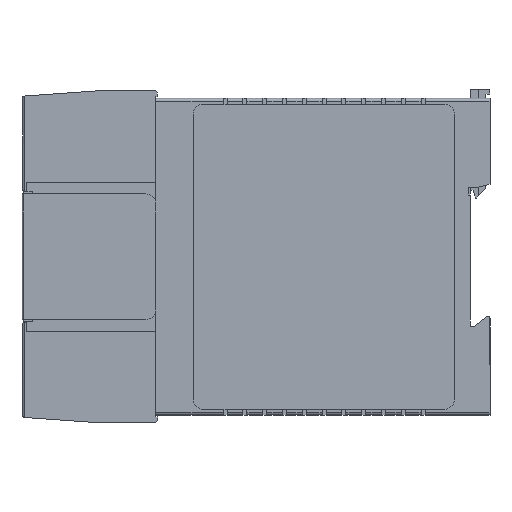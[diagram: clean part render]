
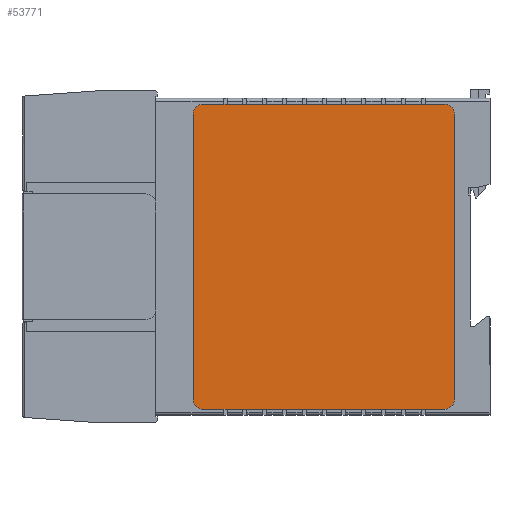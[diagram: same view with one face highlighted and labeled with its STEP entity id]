
A CAD part, left-side view. The second image highlights one B-rep face of the part: STEP entity #53771.
In plain terms, the highlighted face is planar.
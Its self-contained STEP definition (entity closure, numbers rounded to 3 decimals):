
#53612=CARTESIAN_POINT('',(36.,30.5,0.));
#53613=DIRECTION('',(0.,0.,-1.));
#53614=DIRECTION('',(0.,1.,0.));
#53615=AXIS2_PLACEMENT_3D('',#53612,#53613,#53614);
#53617=DIRECTION('',(-1.,0.,0.));
#53618=VECTOR('',#53617,72.);
#53619=CARTESIAN_POINT('',(36.,33.,0.));
#53620=LINE('',#53619,#53618);
#53621=CARTESIAN_POINT('',(-36.,30.5,0.));
#53622=DIRECTION('',(0.,0.,-1.));
#53623=DIRECTION('',(-1.,0.,0.));
#53624=AXIS2_PLACEMENT_3D('',#53621,#53622,#53623);
#53626=DIRECTION('',(0.,-1.,0.));
#53627=VECTOR('',#53626,61.);
#53628=CARTESIAN_POINT('',(-38.5,30.5,0.));
#53629=LINE('',#53628,#53627);
#53630=CARTESIAN_POINT('',(-36.,-30.5,0.));
#53631=DIRECTION('',(0.,0.,-1.));
#53632=DIRECTION('',(0.,-1.,0.));
#53633=AXIS2_PLACEMENT_3D('',#53630,#53631,#53632);
#53635=DIRECTION('',(1.,0.,0.));
#53636=VECTOR('',#53635,72.);
#53637=CARTESIAN_POINT('',(-36.,-33.,0.));
#53638=LINE('',#53637,#53636);
#53639=CARTESIAN_POINT('',(36.,-30.5,0.));
#53640=DIRECTION('',(0.,0.,-1.));
#53641=DIRECTION('',(1.,0.,0.));
#53642=AXIS2_PLACEMENT_3D('',#53639,#53640,#53641);
#53644=DIRECTION('',(0.,1.,0.));
#53645=VECTOR('',#53644,61.);
#53646=CARTESIAN_POINT('',(38.5,-30.5,0.));
#53647=LINE('',#53646,#53645);
#53716=CARTESIAN_POINT('',(36.,33.,0.));
#53717=CARTESIAN_POINT('',(38.5,30.5,0.));
#53718=VERTEX_POINT('',#53716);
#53719=VERTEX_POINT('',#53717);
#53728=CARTESIAN_POINT('',(-38.5,30.5,0.));
#53729=CARTESIAN_POINT('',(-36.,33.,0.));
#53730=VERTEX_POINT('',#53728);
#53731=VERTEX_POINT('',#53729);
#53736=CARTESIAN_POINT('',(-36.,-33.,0.));
#53737=CARTESIAN_POINT('',(-38.5,-30.5,0.));
#53738=VERTEX_POINT('',#53736);
#53739=VERTEX_POINT('',#53737);
#53744=CARTESIAN_POINT('',(38.5,-30.5,0.));
#53745=CARTESIAN_POINT('',(36.,-33.,0.));
#53746=VERTEX_POINT('',#53744);
#53747=VERTEX_POINT('',#53745);
#53748=CARTESIAN_POINT('',(0.,0.,0.));
#53749=DIRECTION('',(0.,0.,1.));
#53750=DIRECTION('',(1.,0.,0.));
#53751=AXIS2_PLACEMENT_3D('',#53748,#53749,#53750);
#53752=PLANE('',#53751);
#53754=ORIENTED_EDGE('',*,*,#53753,.F.);
#53756=ORIENTED_EDGE('',*,*,#53755,.T.);
#53758=ORIENTED_EDGE('',*,*,#53757,.F.);
#53760=ORIENTED_EDGE('',*,*,#53759,.T.);
#53762=ORIENTED_EDGE('',*,*,#53761,.F.);
#53764=ORIENTED_EDGE('',*,*,#53763,.T.);
#53766=ORIENTED_EDGE('',*,*,#53765,.F.);
#53768=ORIENTED_EDGE('',*,*,#53767,.T.);
#53769=EDGE_LOOP('',(#53754,#53756,#53758,#53760,#53762,#53764,#53766,#53768));
#53770=FACE_OUTER_BOUND('',#53769,.F.);
#53771=ADVANCED_FACE('',(#53770),#53752,.F.);
#53616=CIRCLE('',#53615,2.5);
#53625=CIRCLE('',#53624,2.5);
#53634=CIRCLE('',#53633,2.5);
#53643=CIRCLE('',#53642,2.5);
#53753=EDGE_CURVE('',#53718,#53719,#53616,.T.);
#53755=EDGE_CURVE('',#53718,#53731,#53620,.T.);
#53757=EDGE_CURVE('',#53730,#53731,#53625,.T.);
#53759=EDGE_CURVE('',#53730,#53739,#53629,.T.);
#53761=EDGE_CURVE('',#53738,#53739,#53634,.T.);
#53763=EDGE_CURVE('',#53738,#53747,#53638,.T.);
#53765=EDGE_CURVE('',#53746,#53747,#53643,.T.);
#53767=EDGE_CURVE('',#53746,#53719,#53647,.T.);
